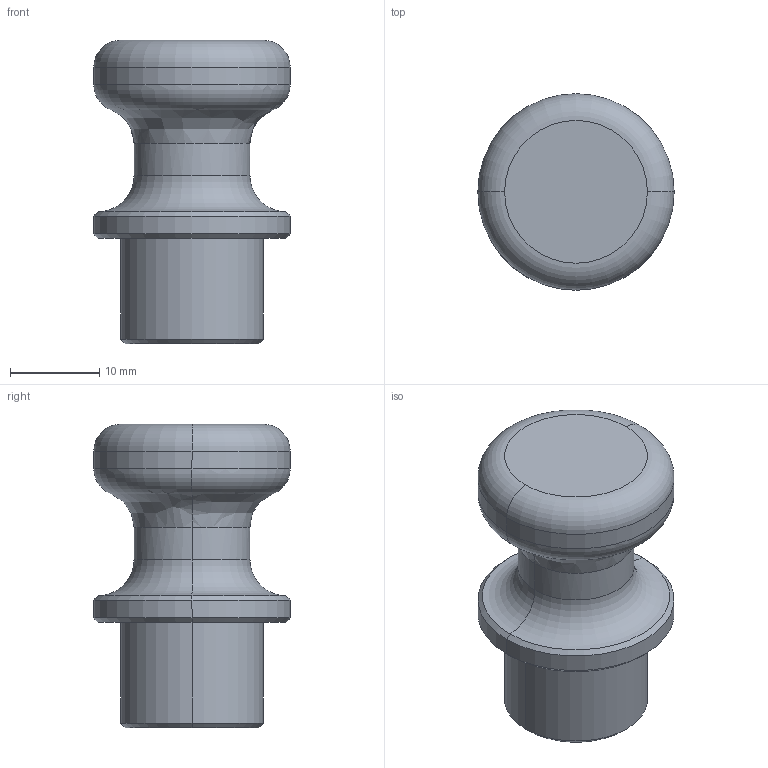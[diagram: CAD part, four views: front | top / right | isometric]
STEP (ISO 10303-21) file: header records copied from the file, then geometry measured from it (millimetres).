
FILE_DESCRIPTION(('STEP AP214'),'1');
FILE_NAME('160740.STP','2011-09-08T13:46:26',(' '),(' '),'Spatial InterOp 3D',' ',' ');
FILE_SCHEMA(('automotive_design'));
Length unit declared in the file: millimetre
Products named in the file (2): Zylinder
Bounding box: 22 x 22 x 34 mm (x, y, z)
Volume: 8001 mm3; surface area: 3367.3 mm2
Topology: 2 solids, 2 shells, 34 faces, 66 edges, 38 vertices
Faces by surface type: cylinder 12, torus 8, cone 6, plane 6, bspline 2
Entity records: 1557 total; most frequent: CARTESIAN_POINT 531, DIRECTION 168, ORIENTED_EDGE 132, AXIS2_PLACEMENT_3D 75, EDGE_CURVE 66, CIRCLE 41, VERTEX_POINT 38, STYLED_ITEM 36
